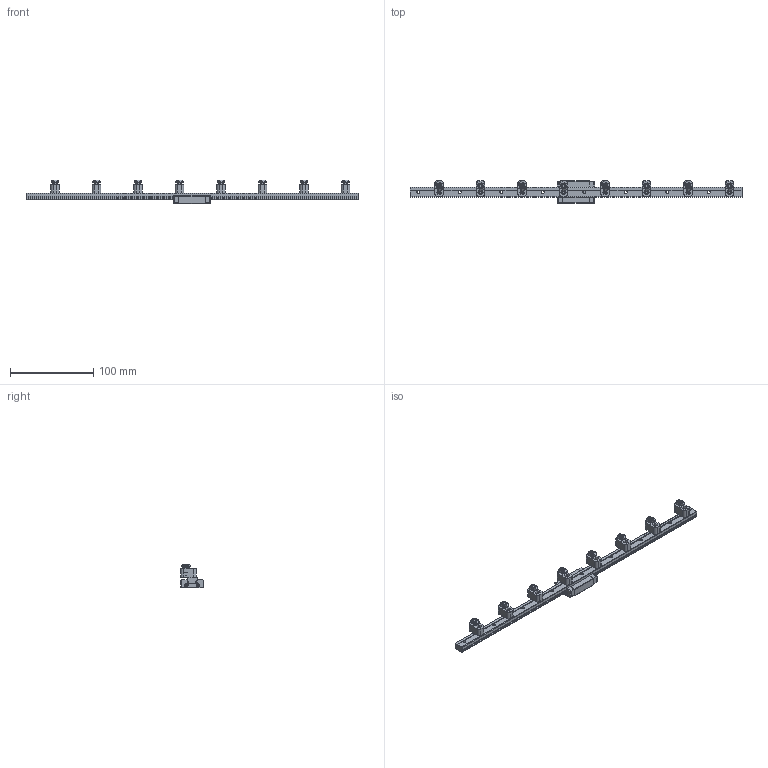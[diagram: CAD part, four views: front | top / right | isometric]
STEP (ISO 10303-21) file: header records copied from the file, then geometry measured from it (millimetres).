
FILE_DESCRIPTION(/* description */ (''),/* implementation_level */ '2;1');
FILE_NAME(/* name */ 'Assembly rail MGN12Н.stp',/* time_stamp */ '2023-01-26T12:18:39+05:00',/* author */ ('khrip'),/* organization */ (''),/* preprocessor_version */ 'ST-DEVELOPER v18.1',/* originating_system */ 'Autodesk Inventor 2022',/* authorisation */ '');
FILE_SCHEMA (('AUTOMOTIVE_DESIGN { 1 0 10303 214 3 1 1 }'));
Length unit declared in the file: millimetre
Products named in the file (17): Assembly rail MGN12Н; MGN12H1R100ZFC_MIR2; PRODUCT_NAME_1_MIR2; PRODUCT_NAME_2_MIR2; PRODUCT_NAME_3_MIR2; PRODUCT_NAME_4_MIR2; PRODUCT_NAME_5_MIR2; PRODUCT_NAME_6_MIR2; PRODUCT_NAME_7_MIR2; PRODUCT_NAME_8_MIR2; PRODUCT_NAME_9_MIR2; PRODUCT_NAME_10_MIR2; Проставка рельсы_
MIR2; ISO 4762 - M4 x 10; ISO 4762 - M3 x 12; ISO 4032 - M3; M4 T slot nut - 2020
Assembly tree (51 placements, depth 3):
  Assembly rail MGN12Н
    MGN12H1R100ZFC_MIR2
      PRODUCT_NAME_1_MIR2
      PRODUCT_NAME_2_MIR2
      PRODUCT_NAME_3_MIR2
      PRODUCT_NAME_4_MIR2
      PRODUCT_NAME_5_MIR2
      PRODUCT_NAME_6_MIR2
      PRODUCT_NAME_7_MIR2
      PRODUCT_NAME_8_MIR2
      PRODUCT_NAME_9_MIR2
      PRODUCT_NAME_10_MIR2
    Проставка рельсы_
MIR2  x8
    ISO 4762 - M4 x 10  x8
    ISO 4762 - M3 x 12  x8
    ISO 4032 - M3  x8
    M4 T slot nut - 2020  x8
Bounding box: 400 x 27.4 x 28.6 mm (x, y, z)
Volume: 58756.4 mm3; surface area: 41969.7 mm2
Topology: 50 solids, 50 shells, 1862 faces, 4782 edges, 3064 vertices
Faces by surface type: plane 1040, cylinder 514, cone 112, sphere 84, torus 80, bspline 32
Full cylindrical faces by diameter (mm): 2.459 x16, 3 x8, 3.2 x8, 3.5 x16, 4 x8, 4.2 x16, 4.234 x32, 5.12 x32, 5.5 x8, 6 x16, 7 x8, 7.5 x8
Entity records: 23085 total; most frequent: CARTESIAN_POINT 7036, DIRECTION 3258, ORIENTED_EDGE 3042, EDGE_CURVE 1521, AXIS2_PLACEMENT_3D 1173, VERTEX_POINT 999, LINE 912, VECTOR 912
